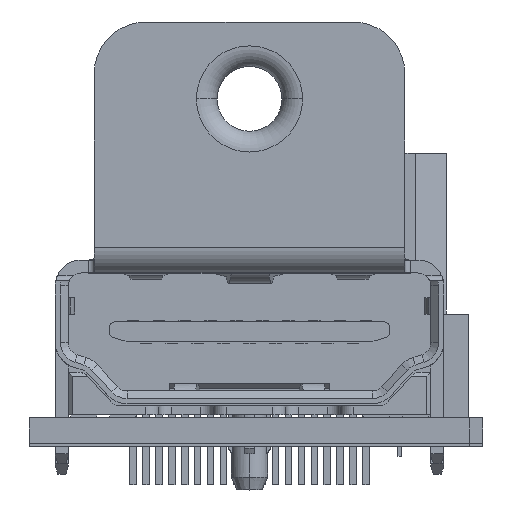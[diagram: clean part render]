
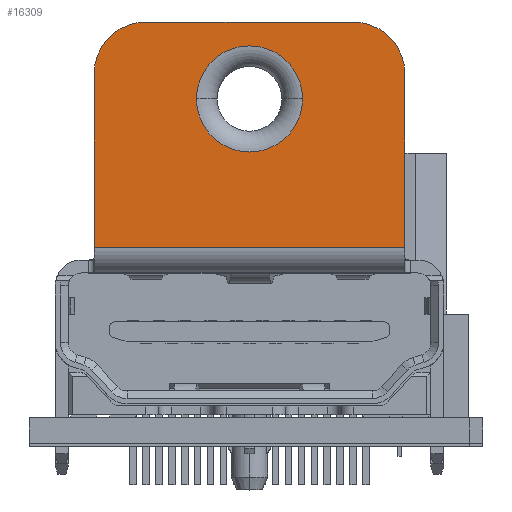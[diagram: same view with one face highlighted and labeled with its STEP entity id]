
A CAD part, left-side view. The second image highlights one B-rep face of the part: STEP entity #16309.
In plain terms, the highlighted face is planar.
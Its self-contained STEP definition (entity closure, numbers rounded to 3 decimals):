
#15981 = VERTEX_POINT('',#15982);
#15982 = CARTESIAN_POINT('',(-6.,9.965,0.));
#15990 = EDGE_CURVE('',#15981,#15991,#15993,.T.);
#15991 = VERTEX_POINT('',#15992);
#15992 = CARTESIAN_POINT('',(-6.,3.265,0.));
#15993 = LINE('',#15994,#15995);
#15994 = CARTESIAN_POINT('',(-6.,9.965,0.));
#15995 = VECTOR('',#15996,1.);
#15996 = DIRECTION('',(0.,-1.,0.));
#16029 = EDGE_CURVE('',#16030,#15981,#16032,.T.);
#16030 = VERTEX_POINT('',#16031);
#16031 = CARTESIAN_POINT('',(-4.,11.965,0.));
#16032 = CIRCLE('',#16033,2.);
#16033 = AXIS2_PLACEMENT_3D('',#16034,#16035,#16036);
#16034 = CARTESIAN_POINT('',(-4.,9.965,0.));
#16035 = DIRECTION('',(0.,0.,1.));
#16036 = DIRECTION('',(0.,1.,0.));
#16280 = VERTEX_POINT('',#16281);
#16281 = CARTESIAN_POINT('',(-2.05,8.995,0.)
  );
#16290 = VERTEX_POINT('',#16291);
#16291 = CARTESIAN_POINT('',(2.05,8.995,0.)
  );
#16298 = EDGE_CURVE('',#16280,#16290,#16299,.T.);
#16299 = CIRCLE('',#16300,2.05);
#16300 = AXIS2_PLACEMENT_3D('',#16301,#16302,#16303);
#16301 = CARTESIAN_POINT('',(0.,8.995,0.));
#16302 = DIRECTION('',(0.,0.,-1.));
#16303 = DIRECTION('',(-1.,0.,0.));
#16309 = ADVANCED_FACE('',(#16310,#16345),#16355,.T.);
#16310 = FACE_BOUND('',#16311,.F.);
#16311 = EDGE_LOOP('',(#16312,#16323,#16331,#16337,#16338,#16339));
#16312 = ORIENTED_EDGE('',*,*,#16313,.F.);
#16313 = EDGE_CURVE('',#16314,#16316,#16318,.T.);
#16314 = VERTEX_POINT('',#16315);
#16315 = CARTESIAN_POINT('',(6.,9.965,0.));
#16316 = VERTEX_POINT('',#16317);
#16317 = CARTESIAN_POINT('',(4.,11.965,0.));
#16318 = CIRCLE('',#16319,2.);
#16319 = AXIS2_PLACEMENT_3D('',#16320,#16321,#16322);
#16320 = CARTESIAN_POINT('',(4.,9.965,0.));
#16321 = DIRECTION('',(0.,0.,1.));
#16322 = DIRECTION('',(1.,0.,0.));
#16323 = ORIENTED_EDGE('',*,*,#16324,.T.);
#16324 = EDGE_CURVE('',#16314,#16325,#16327,.T.);
#16325 = VERTEX_POINT('',#16326);
#16326 = CARTESIAN_POINT('',(6.,3.265,0.));
#16327 = LINE('',#16328,#16329);
#16328 = CARTESIAN_POINT('',(6.,9.965,0.));
#16329 = VECTOR('',#16330,1.);
#16330 = DIRECTION('',(0.,-1.,0.));
#16331 = ORIENTED_EDGE('',*,*,#16332,.F.);
#16332 = EDGE_CURVE('',#15991,#16325,#16333,.T.);
#16333 = LINE('',#16334,#16335);
#16334 = CARTESIAN_POINT('',(-6.,3.265,0.));
#16335 = VECTOR('',#16336,1.);
#16336 = DIRECTION('',(1.,0.,0.));
#16337 = ORIENTED_EDGE('',*,*,#15990,.F.);
#16338 = ORIENTED_EDGE('',*,*,#16029,.F.);
#16339 = ORIENTED_EDGE('',*,*,#16340,.T.);
#16340 = EDGE_CURVE('',#16030,#16316,#16341,.T.);
#16341 = LINE('',#16342,#16343);
#16342 = CARTESIAN_POINT('',(-4.,11.965,0.));
#16343 = VECTOR('',#16344,1.);
#16344 = DIRECTION('',(1.,0.,0.));
#16345 = FACE_BOUND('',#16346,.F.);
#16346 = EDGE_LOOP('',(#16347,#16348));
#16347 = ORIENTED_EDGE('',*,*,#16298,.F.);
#16348 = ORIENTED_EDGE('',*,*,#16349,.F.);
#16349 = EDGE_CURVE('',#16290,#16280,#16350,.T.);
#16350 = CIRCLE('',#16351,2.05);
#16351 = AXIS2_PLACEMENT_3D('',#16352,#16353,#16354);
#16352 = CARTESIAN_POINT('',(0.,8.995,0.));
#16353 = DIRECTION('',(0.,0.,-1.));
#16354 = DIRECTION('',(1.,0.,0.));
#16355 = PLANE('',#16356);
#16356 = AXIS2_PLACEMENT_3D('',#16357,#16358,#16359);
#16357 = CARTESIAN_POINT('',(-6.,11.965,0.));
#16358 = DIRECTION('',(0.,0.,1.));
#16359 = DIRECTION('',(0.,-1.,0.));
